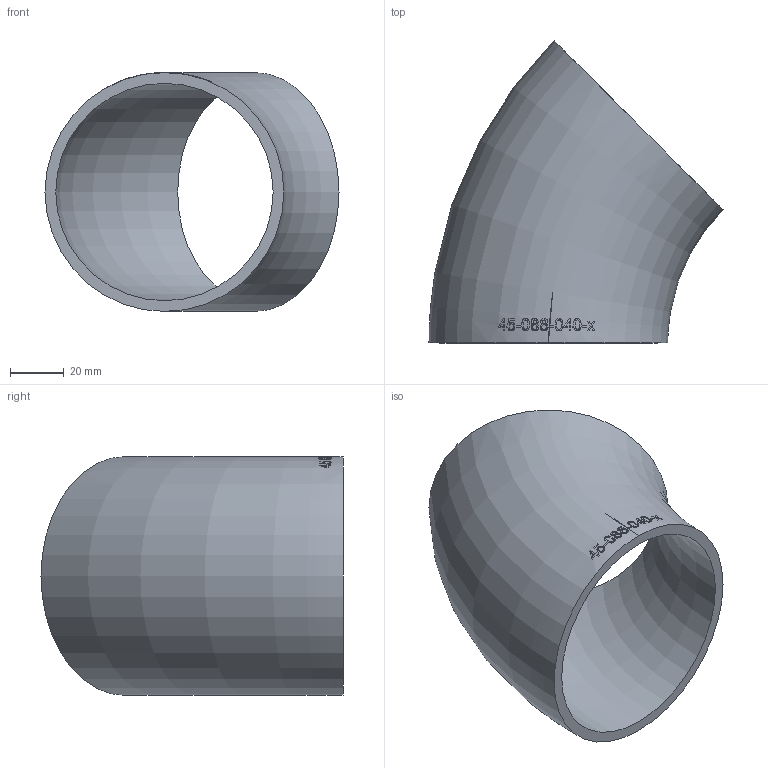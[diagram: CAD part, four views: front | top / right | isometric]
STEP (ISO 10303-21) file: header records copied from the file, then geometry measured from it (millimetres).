
FILE_DESCRIPTION (( 'STEP AP214' ), '1' );
FILE_NAME ('45-088-040-x Bogen 2004.STEP', '2020-04-16T12:45:34', ( '' ), ( '' ), 'SwSTEP 2.0', 'SolidWorks 2019', '' );
FILE_SCHEMA (( 'AUTOMOTIVE_DESIGN' ));
Length unit declared in the file: millimetre
Products named in the file (1): 45-088-040-x Bogen 2004
Bounding box: 109.42 x 112.39 x 88.9 mm (x, y, z)
Volume: 95941.1 mm3; surface area: 50112.5 mm2
Topology: 1 solids, 1 shells, 158 faces, 406 edges, 271 vertices
Faces by surface type: bspline 133, torus 23, plane 2
Entity records: 22633 total; most frequent: CARTESIAN_POINT 18346, ORIENTED_EDGE 806, EDGE_CURVE 403, B_SPLINE_CURVE_WITH_KNOTS 399, VERTEX_POINT 270, EDGE_LOOP 183, FACE_OUTER_BOUND 160, ADVANCED_FACE 158
